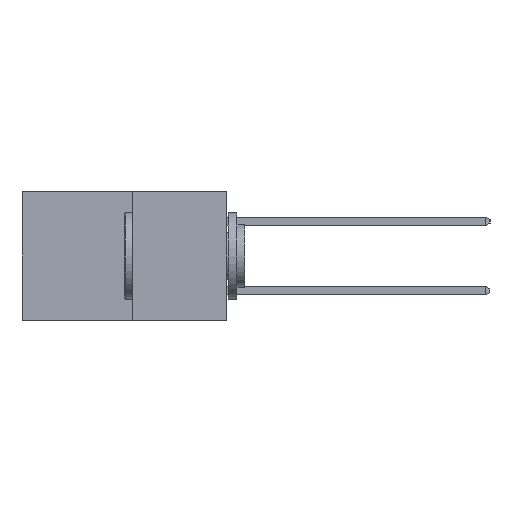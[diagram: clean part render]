
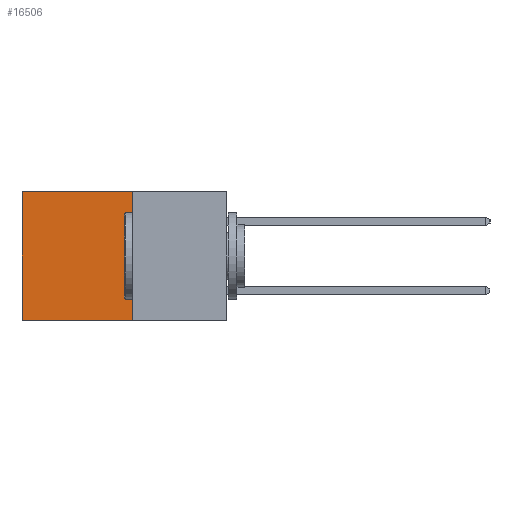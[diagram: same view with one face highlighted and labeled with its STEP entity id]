
A CAD part, left-side view. The second image highlights one B-rep face of the part: STEP entity #16506.
In plain terms, the highlighted planar face has unit normal (-1, 0, 0).
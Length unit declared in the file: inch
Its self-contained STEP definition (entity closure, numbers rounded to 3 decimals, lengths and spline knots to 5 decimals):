
#24 = EDGE_LOOP ( 'NONE', ( #17242, #12952, #2141, #12967 ) ) ;
#391 = CARTESIAN_POINT ( 'NONE',  ( 0.277, 0.59, -0.37 ) ) ;
#1278 = AXIS2_PLACEMENT_3D ( 'NONE', #12367, #13768, #5376 ) ;
#1739 = VECTOR ( 'NONE', #8536, 39.37008 ) ;
#1757 = VECTOR ( 'NONE', #3199, 39.37008 ) ;
#2141 = ORIENTED_EDGE ( 'NONE', *, *, #8423, .F. ) ;
#2286 = LINE ( 'NONE', #10851, #13091 ) ;
#3199 = DIRECTION ( 'NONE',  ( 0., 0., -1. ) ) ;
#3689 = CARTESIAN_POINT ( 'NONE',  ( 0.277, 0.27, 0. ) ) ;
#3722 = CARTESIAN_POINT ( 'NONE',  ( 0.277, 0.27, -0.37 ) ) ;
#3932 = PLANE ( 'NONE',  #1278 ) ;
#4277 = LINE ( 'NONE', #11665, #1757 ) ;
#4636 = LINE ( 'NONE', #391, #11206 ) ;
#4644 = VERTEX_POINT ( 'NONE', #5774 ) ;
#5376 = DIRECTION ( 'NONE',  ( 0., 0., -1. ) ) ;
#5774 = CARTESIAN_POINT ( 'NONE',  ( 0.277, 0.59, 0. ) ) ;
#6554 = FACE_OUTER_BOUND ( 'NONE', #24, .T. ) ;
#7415 = EDGE_CURVE ( 'NONE', #10628, #12757, #2286, .T. ) ;
#8423 = EDGE_CURVE ( 'NONE', #16365, #10628, #4277, .T. ) ;
#8536 = DIRECTION ( 'NONE',  ( 0., 1., 0. ) ) ;
#10628 = VERTEX_POINT ( 'NONE', #3722 ) ;
#10851 = CARTESIAN_POINT ( 'NONE',  ( 0.277, 0.27, -0.37 ) ) ;
#11206 = VECTOR ( 'NONE', #11909, 39.37008 ) ;
#11665 = CARTESIAN_POINT ( 'NONE',  ( 0.277, 0.27, -0.37 ) ) ;
#11909 = DIRECTION ( 'NONE',  ( 0., 0., -1. ) ) ;
#12187 = DIRECTION ( 'NONE',  ( 0., 1., 0. ) ) ;
#12262 = EDGE_CURVE ( 'NONE', #16365, #4644, #16719, .T. ) ;
#12367 = CARTESIAN_POINT ( 'NONE',  ( 0.277, 0.27, -0.37 ) ) ;
#12658 = CARTESIAN_POINT ( 'NONE',  ( 0.277, 0.27, 0. ) ) ;
#12757 = VERTEX_POINT ( 'NONE', #16273 ) ;
#12952 = ORIENTED_EDGE ( 'NONE', *, *, #7415, .F. ) ;
#12967 = ORIENTED_EDGE ( 'NONE', *, *, #12262, .T. ) ;
#13091 = VECTOR ( 'NONE', #12187, 39.37008 ) ;
#13768 = DIRECTION ( 'NONE',  ( 1., 0., 0. ) ) ;
#14888 = EDGE_CURVE ( 'NONE', #4644, #12757, #4636, .T. ) ;
#16273 = CARTESIAN_POINT ( 'NONE',  ( 0.277, 0.59, -0.37 ) ) ;
#16365 = VERTEX_POINT ( 'NONE', #3689 ) ;
#16506 = ADVANCED_FACE ( 'NONE', ( #6554 ), #3932, .F. ) ;
#16719 = LINE ( 'NONE', #12658, #1739 ) ;
#17242 = ORIENTED_EDGE ( 'NONE', *, *, #14888, .T. ) ;
